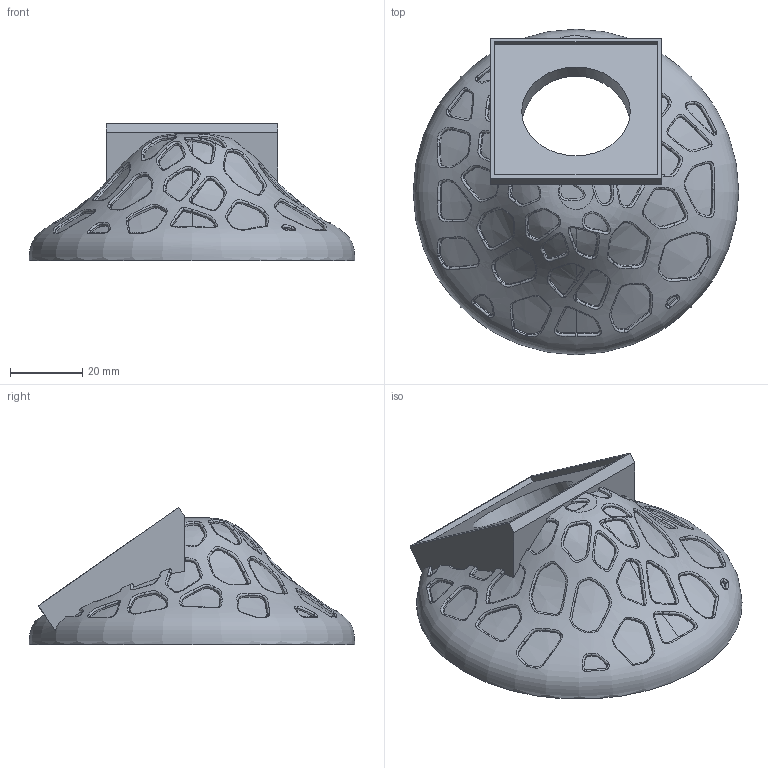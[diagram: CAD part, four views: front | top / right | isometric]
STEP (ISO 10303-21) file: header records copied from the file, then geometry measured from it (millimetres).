
FILE_DESCRIPTION(/* description */ (''),/* implementation_level */ '2;1');
FILE_NAME(/* name */ 'Cap - Solar.step',/* time_stamp */ '2022-03-18T21:14:20+00:00',/* author */ (''),/* organization */ (''),/* preprocessor_version */ 'ST-DEVELOPER v18.1',/* originating_system */ 'Autodesk Translation Framework v10.13.0.1454',/* authorisation */ '');
FILE_SCHEMA (('AUTOMOTIVE_DESIGN { 1 0 10303 214 3 1 1 }'));
Products named in the file (1): Cap - Solar
Bounding box: 90 x 90 x 37.9 mm (x, y, z)
Volume: 29610.5 mm3; surface area: 21078 mm2
Topology: 1 solids, 1 shells, 441 faces, 1067 edges, 650 vertices
Faces by surface type: bspline 414, plane 18, cylinder 7, torus 2
Full cylindrical faces by diameter (mm): 30 x1, 70.692 x1, 81.048 x1
Entity records: 34982 total; most frequent: CARTESIAN_POINT 27254, ORIENTED_EDGE 2134, EDGE_CURVE 1067, B_SPLINE_CURVE_WITH_KNOTS 683, VERTEX_POINT 650, DIRECTION 604, EDGE_LOOP 465, FACE_OUTER_BOUND 441
